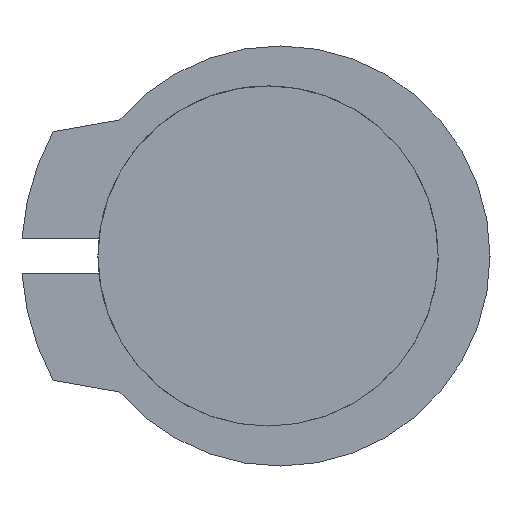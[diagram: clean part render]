
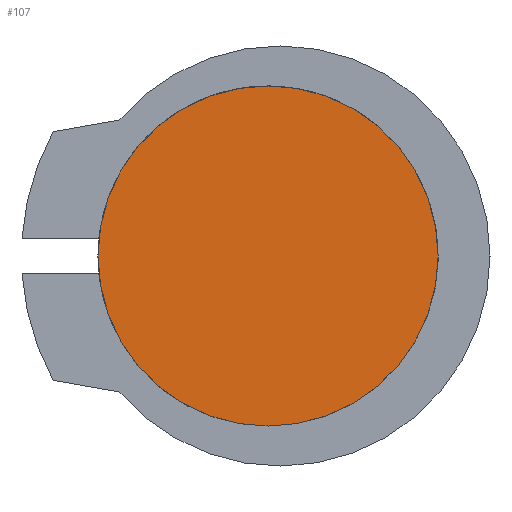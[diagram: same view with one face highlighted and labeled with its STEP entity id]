
A CAD part, left-side view. The second image highlights one B-rep face of the part: STEP entity #107.
In plain terms, the highlighted planar face has unit normal (-1, 0, 0).
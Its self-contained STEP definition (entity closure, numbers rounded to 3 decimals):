
#107 = ADVANCED_FACE( '', ( #212 ), #213, .F. );
#212 = FACE_OUTER_BOUND( '', #309, .T. );
#213 = PLANE( '', #310 );
#309 = EDGE_LOOP( '', ( #549 ) );
#310 = AXIS2_PLACEMENT_3D( '', #550, #551, #552 );
#549 = ORIENTED_EDGE( '', *, *, #590, .F. );
#550 = CARTESIAN_POINT( '', ( -59., 0., 0. ) );
#551 = DIRECTION( '', ( 1., 0., 0. ) );
#552 = DIRECTION( '', ( 0., 0., -1. ) );
#590 = EDGE_CURVE( '', #704, #704, #705, .T. );
#704 = VERTEX_POINT( '', #853 );
#705 = CIRCLE( '', #854, 10. );
#853 = CARTESIAN_POINT( '', ( -59., 0., -10. ) );
#854 = AXIS2_PLACEMENT_3D( '', #1011, #1012, #1013 );
#1011 = CARTESIAN_POINT( '', ( -59., 0., 0. ) );
#1012 = DIRECTION( '', ( 1., 0., 0. ) );
#1013 = DIRECTION( '', ( 0., 0., -1. ) );
